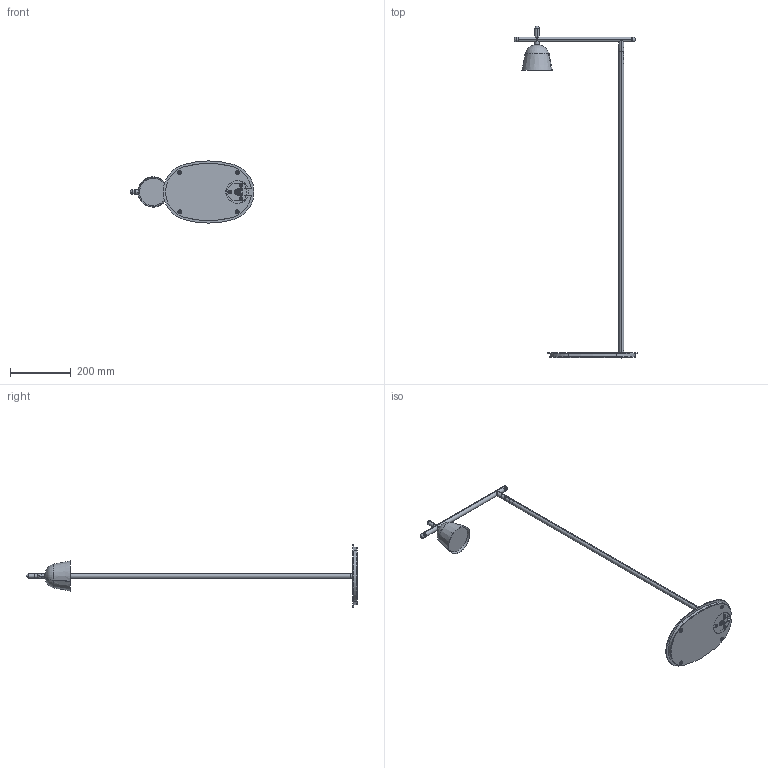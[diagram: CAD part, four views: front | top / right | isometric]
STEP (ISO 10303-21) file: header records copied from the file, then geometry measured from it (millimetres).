
FILE_DESCRIPTION (( 'STEP AP214' ), '1' );
FILE_NAME ('LIGHTO P.STEP', '2021-03-31T07:45:46', ( 'Josep Sancho' ), ( '' ), 'SwSTEP 2.0', 'SolidWorks 2013', '' );
FILE_SCHEMA (( 'AUTOMOTIVE_DESIGN' ));
Length unit declared in the file: millimetre
Products named in the file (27): 055600100000 - ROTULA GIRO VERTICAL DIAM.16X80,5MM; 054102700000 - TAPON FINAL DIAM.16X18MM; 080115900000 - CONJUNTO TUBO SOLDADO DIAM.16X400MM (tubo); 025600600000 - JUNTA TORICA DIAM. CUERDA 2 X DIAM. 9MM INT.; GRUPO LUMINICO LIGHTO...DIAM.100; 056222500000 -TUBO VERTICAL SOLDADO LIGHTO P DIAM.16X1000MM; 067605400140 - DIFUSOR PMMA DIAM.90X3MM HIELO MATE 1 CARA; 026709900000 - DISCO FRESADO DIAM.62X8MM; 060704300000 - REPULSADO FE DIAM.100X84MM; 026709600000 - DISCO CIERRE DIAM.74X3MM; 026709500000 - DISCO DIAM.72X3MM DIAM.INT.16,25MM; 027600400105- TACO REDONDO ADHESIVO TRANSPARENTE DIAM.12,7X1,6; 021623000102 - TORNILLO DIN7985 M3x8 6.8 ZINCADO; 021605200000 - TORNILLO DIN7991 M5x12 INOX; TUBO VERTICAL SOLDADO LIGHTOREAD P DIAM.16X1000MM (tubo); 021602500101 - TORNILLO DIN7991 M4X10 PAVONADO; 012600300006 - SUJETACABLES NYLON 66RV NEGRO 23X7X3MM; 013100700006 - PASACABLES NEGRO DIAM.18X15MM T.INTERIOR 13MM; LIGHTO P; 051102500000 - CONTRAPESO 189X284X3MM; CONJUNTO BASE EN CHAPA LIGHTOREAD P; 051102400000 - CONTRAPESO 189X284X10MM; 051701400000 - BASE 300X205X3MM X4 M4 HEMBRA SOLDADA; 021900100101 - ESPARRAGO DIN913 M3X4MM PAVONADO NEGRO; 080115900000 - CONJUNTO TUBO SOLDADO DIAM.16X400MM; 017701000000 - MANGUITO DIAM.14X14MM M10-100; 054103100000 - TAPON FRESADO DIAM.14X40,5MM
Assembly tree (37 placements, depth 3):
  LIGHTO P
    056222500000 -TUBO VERTICAL SOLDADO LIGHTO P DIAM.16X1000MM
      TUBO VERTICAL SOLDADO LIGHTOREAD P DIAM.16X1000MM (tubo)
      026709500000 - DISCO DIAM.72X3MM DIAM.INT.16,25MM
      026709900000 - DISCO FRESADO DIAM.62X8MM
    025600600000 - JUNTA TORICA DIAM. CUERDA 2 X DIAM. 9MM INT.  x2
    080115900000 - CONJUNTO TUBO SOLDADO DIAM.16X400MM
      080115900000 - CONJUNTO TUBO SOLDADO DIAM.16X400MM (tubo)
      054102700000 - TAPON FINAL DIAM.16X18MM  x2
      055600100000 - ROTULA GIRO VERTICAL DIAM.16X80,5MM
      054103100000 - TAPON FRESADO DIAM.14X40,5MM
      017701000000 - MANGUITO DIAM.14X14MM M10-100
    021900100101 - ESPARRAGO DIN913 M3X4MM PAVONADO NEGRO
    CONJUNTO BASE EN CHAPA LIGHTOREAD P
      051701400000 - BASE 300X205X3MM X4 M4 HEMBRA SOLDADA
      051102400000 - CONTRAPESO 189X284X10MM
      051102500000 - CONTRAPESO 189X284X3MM
      021602500101 - TORNILLO DIN7991 M4X10 PAVONADO  x4
      027600400105- TACO REDONDO ADHESIVO TRANSPARENTE DIAM.12,7X1,6  x4
      026709600000 - DISCO CIERRE DIAM.74X3MM
      021605200000 - TORNILLO DIN7991 M5x12 INOX  x3
    013100700006 - PASACABLES NEGRO DIAM.18X15MM T.INTERIOR 13MM
    012600300006 - SUJETACABLES NYLON 66RV NEGRO 23X7X3MM
    021623000102 - TORNILLO DIN7985 M3x8 6.8 ZINCADO  x2
    GRUPO LUMINICO LIGHTO...DIAM.100
      060704300000 - REPULSADO FE DIAM.100X84MM
      067605400140 - DIFUSOR PMMA DIAM.90X3MM HIELO MATE 1 CARA
Bounding box: 408.64 x 1095.1 x 205.03 mm (x, y, z)
Volume: 855732 mm3; surface area: 495847.5 mm2
Topology: 33 solids, 33 shells, 508 faces, 1166 edges, 737 vertices
Faces by surface type: cylinder 227, plane 175, cone 60, torus 40, sphere 6
Entity records: 13381 total; most frequent: CARTESIAN_POINT 2901, DIRECTION 2134, ORIENTED_EDGE 1756, AXIS2_PLACEMENT_3D 884, EDGE_CURVE 878, VERTEX_POINT 566, EDGE_LOOP 462, CIRCLE 462
